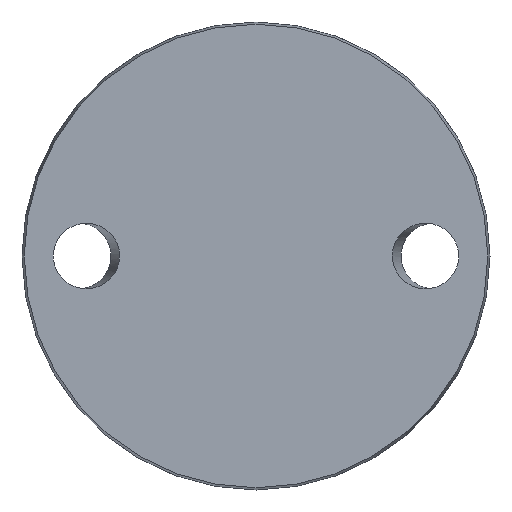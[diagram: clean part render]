
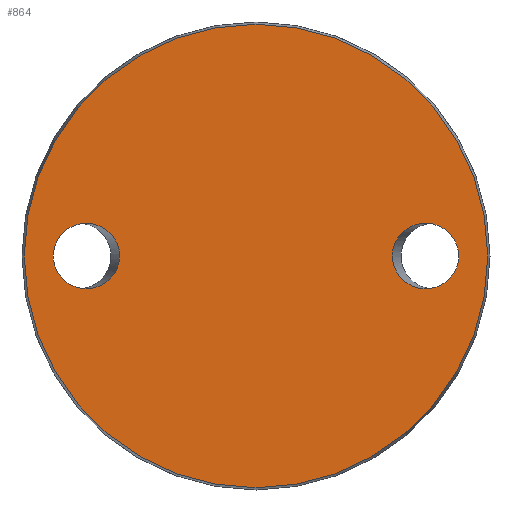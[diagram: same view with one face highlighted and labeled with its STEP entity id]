
A CAD part, front view. The second image highlights one B-rep face of the part: STEP entity #864.
In plain terms, the highlighted planar face has unit normal (0, -1, 0).
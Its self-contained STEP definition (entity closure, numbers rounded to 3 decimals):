
#11 = EDGE_CURVE ( 'NONE', #746, #746, #469, .T. ) ;
#59 = VERTEX_POINT ( 'NONE', #450 ) ;
#61 = CARTESIAN_POINT ( 'NONE',  ( 34.385, 0., 16.5 ) ) ;
#70 = CARTESIAN_POINT ( 'NONE',  ( -51.115, 0., 0. ) ) ;
#114 = CARTESIAN_POINT ( 'NONE',  ( -51.115, 0., -16.5 ) ) ;
#134 = CARTESIAN_POINT ( 'NONE',  ( 34.385, 0., 0. ) ) ;
#182 = ORIENTED_EDGE ( 'NONE', *, *, #543, .F. ) ;
#184 = CARTESIAN_POINT ( 'NONE',  ( -51.115, 0., 0. ) ) ;
#190 = EDGE_LOOP ( 'NONE', ( #936 ) ) ;
#221 = AXIS2_PLACEMENT_3D ( 'NONE', #458, #696, #707 ) ;
#270 = CARTESIAN_POINT ( 'NONE',  ( 51.115, 0., 16.5 ) ) ;
#285 = AXIS2_PLACEMENT_3D ( 'NONE', #513, #498, #804 ) ;
#342 = CARTESIAN_POINT ( 'NONE',  ( -51.115, 0., 16.5 ) ) ;
#349 = EDGE_LOOP ( 'NONE', ( #711 ) ) ;
#351 = CARTESIAN_POINT ( 'NONE',  ( 34.385, 0., -16.5 ) ) ;
#364 = VERTEX_POINT ( 'NONE', #70 ) ;
#386 =( BOUNDED_CURVE ( )  B_SPLINE_CURVE ( 3, ( #184, #342, #596, #981, #433, #114, #753 ),
 .UNSPECIFIED., .T., .T. ) 
 B_SPLINE_CURVE_WITH_KNOTS ( ( 4, 3, 4 ),
 ( 0., 3.142, 6.283 ),
 .UNSPECIFIED. ) 
 CURVE ( )  GEOMETRIC_REPRESENTATION_ITEM ( )  RATIONAL_B_SPLINE_CURVE ( ( 1., 0.333, 0.333, 1., 0.333, 0.333, 1. ) ) 
 REPRESENTATION_ITEM ( '' )  );
#425 = FACE_BOUND ( 'NONE', #605, .T. ) ;
#433 = CARTESIAN_POINT ( 'NONE',  ( -34.385, 0., -16.5 ) ) ;
#450 = CARTESIAN_POINT ( 'NONE',  ( 34.385, 0., 0. ) ) ;
#458 = CARTESIAN_POINT ( 'NONE',  ( 0., 0., 0. ) ) ;
#469 = CIRCLE ( 'NONE', #221, 58.425 ) ;
#498 = DIRECTION ( 'NONE',  ( 0., 1., 0. ) ) ;
#508 = FACE_OUTER_BOUND ( 'NONE', #349, .T. ) ;
#513 = CARTESIAN_POINT ( 'NONE',  ( -58.425, 0., 0. ) ) ;
#521 = PLANE ( 'NONE',  #285 ) ;
#522 = CARTESIAN_POINT ( 'NONE',  ( 51.115, 0., 0. ) ) ;
#543 = EDGE_CURVE ( 'NONE', #59, #59, #624, .T. ) ;
#589 = CARTESIAN_POINT ( 'NONE',  ( 0., 0., -58.425 ) ) ;
#596 = CARTESIAN_POINT ( 'NONE',  ( -34.385, 0., 16.5 ) ) ;
#605 = EDGE_LOOP ( 'NONE', ( #182 ) ) ;
#624 =( BOUNDED_CURVE ( )  B_SPLINE_CURVE ( 3, ( #899, #351, #735, #522, #270, #61, #134 ),
 .UNSPECIFIED., .T., .T. ) 
 B_SPLINE_CURVE_WITH_KNOTS ( ( 4, 3, 4 ),
 ( 0., 3.142, 6.283 ),
 .UNSPECIFIED. ) 
 CURVE ( )  GEOMETRIC_REPRESENTATION_ITEM ( )  RATIONAL_B_SPLINE_CURVE ( ( 1., 0.333, 0.333, 1., 0.333, 0.333, 1. ) ) 
 REPRESENTATION_ITEM ( '' )  );
#673 = FACE_BOUND ( 'NONE', #190, .T. ) ;
#696 = DIRECTION ( 'NONE',  ( 0., -1., 0. ) ) ;
#707 = DIRECTION ( 'NONE',  ( 0., 0., -1. ) ) ;
#711 = ORIENTED_EDGE ( 'NONE', *, *, #11, .T. ) ;
#735 = CARTESIAN_POINT ( 'NONE',  ( 51.115, 0., -16.5 ) ) ;
#746 = VERTEX_POINT ( 'NONE', #589 ) ;
#753 = CARTESIAN_POINT ( 'NONE',  ( -51.115, 0., 0. ) ) ;
#788 = EDGE_CURVE ( 'NONE', #364, #364, #386, .T. ) ;
#804 = DIRECTION ( 'NONE',  ( 0., 0., 1. ) ) ;
#864 = ADVANCED_FACE ( 'NONE', ( #673, #425, #508 ), #521, .F. ) ;
#899 = CARTESIAN_POINT ( 'NONE',  ( 34.385, 0., 0. ) ) ;
#936 = ORIENTED_EDGE ( 'NONE', *, *, #788, .T. ) ;
#981 = CARTESIAN_POINT ( 'NONE',  ( -34.385, 0., 0. ) ) ;
